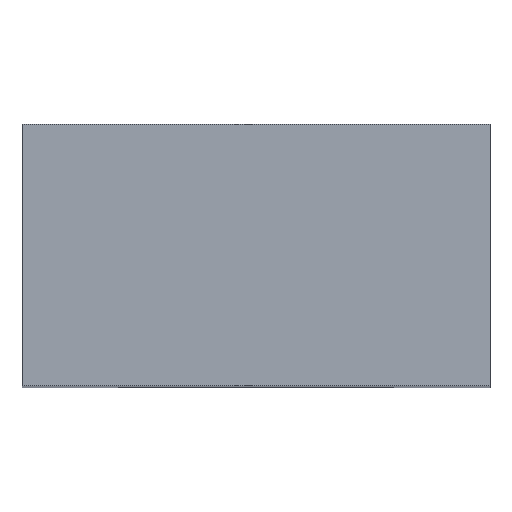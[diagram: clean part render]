
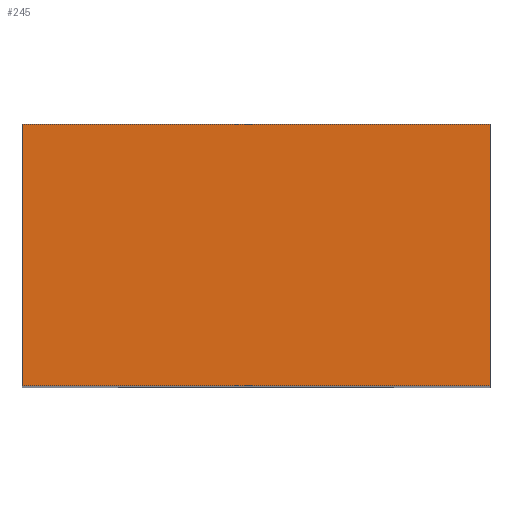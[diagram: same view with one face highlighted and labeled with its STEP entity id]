
A CAD part, top view. The second image highlights one B-rep face of the part: STEP entity #245.
In plain terms, the highlighted planar face has unit normal (0, 0, 1).
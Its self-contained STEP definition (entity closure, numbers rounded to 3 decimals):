
#74 = VERTEX_POINT('',#75);
#75 = CARTESIAN_POINT('',(-4.365,4.5,32.2));
#81 = EDGE_CURVE('',#74,#82,#84,.T.);
#82 = VERTEX_POINT('',#83);
#83 = CARTESIAN_POINT('',(-4.365,-4.5,32.2));
#84 = LINE('',#85,#86);
#85 = CARTESIAN_POINT('',(-4.365,4.5,32.2));
#86 = VECTOR('',#87,1.);
#87 = DIRECTION('',(0.,-1.,0.));
#138 = VERTEX_POINT('',#139);
#139 = CARTESIAN_POINT('',(11.735,4.5,32.2));
#145 = EDGE_CURVE('',#74,#138,#146,.T.);
#146 = LINE('',#147,#148);
#147 = CARTESIAN_POINT('',(-4.365,4.5,32.2));
#148 = VECTOR('',#149,1.);
#149 = DIRECTION('',(1.,0.,0.));
#201 = EDGE_CURVE('',#82,#202,#204,.T.);
#202 = VERTEX_POINT('',#203);
#203 = CARTESIAN_POINT('',(11.735,-4.5,32.2));
#204 = LINE('',#205,#206);
#205 = CARTESIAN_POINT('',(-4.365,-4.5,32.2));
#206 = VECTOR('',#207,1.);
#207 = DIRECTION('',(1.,0.,0.));
#245 = ADVANCED_FACE('',(#246),#257,.F.);
#246 = FACE_BOUND('',#247,.F.);
#247 = EDGE_LOOP('',(#248,#249,#255,#256));
#248 = ORIENTED_EDGE('',*,*,#145,.T.);
#249 = ORIENTED_EDGE('',*,*,#250,.T.);
#250 = EDGE_CURVE('',#138,#202,#251,.T.);
#251 = LINE('',#252,#253);
#252 = CARTESIAN_POINT('',(11.735,4.5,32.2));
#253 = VECTOR('',#254,1.);
#254 = DIRECTION('',(0.,-1.,0.));
#255 = ORIENTED_EDGE('',*,*,#201,.F.);
#256 = ORIENTED_EDGE('',*,*,#81,.F.);
#257 = PLANE('',#258);
#258 = AXIS2_PLACEMENT_3D('',#259,#260,#261);
#259 = CARTESIAN_POINT('',(-4.365,4.5,32.2));
#260 = DIRECTION('',(0.,0.,-1.));
#261 = DIRECTION('',(0.,-1.,0.));
